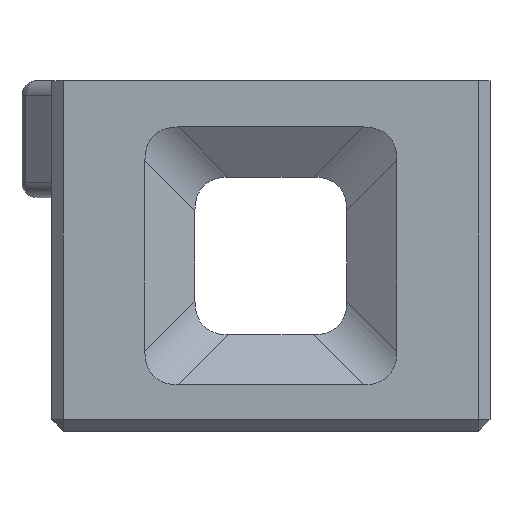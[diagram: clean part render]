
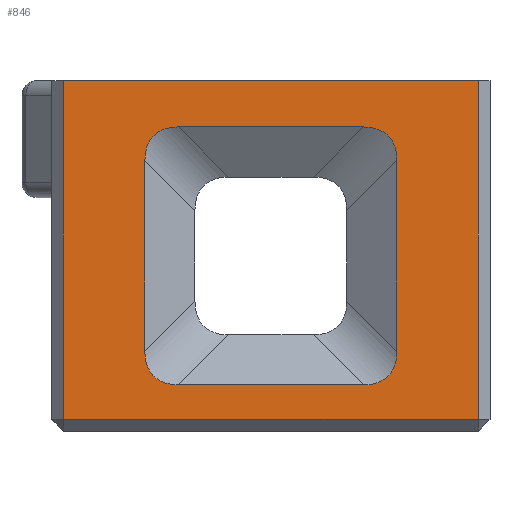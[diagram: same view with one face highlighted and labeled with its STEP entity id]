
A CAD part, top view. The second image highlights one B-rep face of the part: STEP entity #846.
In plain terms, the highlighted planar face has unit normal (0, 0, 1).
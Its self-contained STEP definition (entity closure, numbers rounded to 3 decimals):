
#22 = CARTESIAN_POINT ( 'NONE',  ( 7.1, 6., 0. ) ) ;
#47 = LINE ( 'NONE', #22, #1861 ) ;
#50 = AXIS2_PLACEMENT_3D ( 'NONE', #1186, #1385, #1962 ) ;
#53 = CARTESIAN_POINT ( 'NONE',  ( 0., -5.6, 0. ) ) ;
#69 = CARTESIAN_POINT ( 'NONE',  ( 4.314, 4.008, 0. ) ) ;
#94 = CARTESIAN_POINT ( 'NONE',  ( 0., 6., 0. ) ) ;
#97 = CARTESIAN_POINT ( 'NONE',  ( -7.1, -5.6, 0. ) ) ;
#99 = DIRECTION ( 'NONE',  ( -1., 0., 0. ) ) ;
#121 = EDGE_CURVE ( 'NONE', #641, #1852, #715, .T. ) ;
#149 = CARTESIAN_POINT ( 'NONE',  ( -3.167, -4.414, 0. ) ) ;
#190 = CARTESIAN_POINT ( 'NONE',  ( -3.167, 4.414, 0. ) ) ;
#195 = CARTESIAN_POINT ( 'NONE',  ( 4.314, -3.267, 0. ) ) ;
#196 = DIRECTION ( 'NONE',  ( 1., 0., 0. ) ) ;
#284 = DIRECTION ( 'NONE',  ( 1., 0., 0. ) ) ;
#285 = DIRECTION ( 'NONE',  ( 0., 1., 0. ) ) ;
#310 = ORIENTED_EDGE ( 'NONE', *, *, #2284, .T. ) ;
#389 = CARTESIAN_POINT ( 'NONE',  ( -4.314, 3.267, 0. ) ) ;
#406 = ORIENTED_EDGE ( 'NONE', *, *, #121, .T. ) ;
#428 = CARTESIAN_POINT ( 'NONE',  ( -4.314, 3.267, 0. ) ) ;
#464 = ORIENTED_EDGE ( 'NONE', *, *, #1076, .T. ) ;
#483 = CARTESIAN_POINT ( 'NONE',  ( 4.314, 3.267, 0. ) ) ;
#495 = VERTEX_POINT ( 'NONE', #544 ) ;
#544 = CARTESIAN_POINT ( 'NONE',  ( 4.314, 3.267, 0. ) ) ;
#567 = PLANE ( 'NONE',  #50 ) ;
#640 =( BOUNDED_CURVE ( )  B_SPLINE_CURVE ( 3, ( #1372, #1000, #1771, #2015 ),
 .UNSPECIFIED., .F., .T. ) 
 B_SPLINE_CURVE_WITH_KNOTS ( ( 4, 4 ),
 ( 5.866, 6.701 ),
 .UNSPECIFIED. ) 
 CURVE ( )  GEOMETRIC_REPRESENTATION_ITEM ( )  RATIONAL_B_SPLINE_CURVE ( ( 1., 0.943, 0.943, 1. ) ) 
 REPRESENTATION_ITEM ( '' )  );
#641 = VERTEX_POINT ( 'NONE', #1532 ) ;
#682 = ORIENTED_EDGE ( 'NONE', *, *, #2600, .T. ) ;
#693 = CARTESIAN_POINT ( 'NONE',  ( -3.908, -4.414, 0. ) ) ;
#695 = VECTOR ( 'NONE', #1228, 1000. ) ;
#707 = CARTESIAN_POINT ( 'NONE',  ( 0., -4.414, 0. ) ) ;
#715 = LINE ( 'NONE', #2103, #2422 ) ;
#752 =( BOUNDED_CURVE ( )  B_SPLINE_CURVE ( 3, ( #1826, #693, #2110, #879 ),
 .UNSPECIFIED., .F., .T. ) 
 B_SPLINE_CURVE_WITH_KNOTS ( ( 4, 4 ),
 ( 5.866, 6.701 ),
 .UNSPECIFIED. ) 
 CURVE ( )  GEOMETRIC_REPRESENTATION_ITEM ( )  RATIONAL_B_SPLINE_CURVE ( ( 1., 0.943, 0.943, 1. ) ) 
 REPRESENTATION_ITEM ( '' )  );
#822 = DIRECTION ( 'NONE',  ( 0., 1., 0. ) ) ;
#846 = ADVANCED_FACE ( 'NONE', ( #2176, #1201 ), #567, .F. ) ;
#863 = EDGE_CURVE ( 'NONE', #2518, #2491, #640, .T. ) ;
#872 = LINE ( 'NONE', #94, #2020 ) ;
#879 = CARTESIAN_POINT ( 'NONE',  ( -4.314, -3.267, 0. ) ) ;
#886 = CARTESIAN_POINT ( 'NONE',  ( 3.167, 4.414, 0. ) ) ;
#925 =( BOUNDED_CURVE ( )  B_SPLINE_CURVE ( 3, ( #886, #1698, #69, #483 ),
 .UNSPECIFIED., .F., .T. ) 
 B_SPLINE_CURVE_WITH_KNOTS ( ( 4, 4 ),
 ( 5.866, 6.701 ),
 .UNSPECIFIED. ) 
 CURVE ( )  GEOMETRIC_REPRESENTATION_ITEM ( )  RATIONAL_B_SPLINE_CURVE ( ( 1., 0.943, 0.943, 1. ) ) 
 REPRESENTATION_ITEM ( '' )  );
#930 = ORIENTED_EDGE ( 'NONE', *, *, #1778, .T. ) ;
#938 = DIRECTION ( 'NONE',  ( 0., -1., 0. ) ) ;
#957 = VERTEX_POINT ( 'NONE', #1235 ) ;
#982 = EDGE_CURVE ( 'NONE', #957, #1233, #47, .T. ) ;
#993 = CARTESIAN_POINT ( 'NONE',  ( 0., 4.414, 0. ) ) ;
#996 = VERTEX_POINT ( 'NONE', #2431 ) ;
#1000 = CARTESIAN_POINT ( 'NONE',  ( 4.314, -4.008, 0. ) ) ;
#1046 = ORIENTED_EDGE ( 'NONE', *, *, #1226, .T. ) ;
#1076 = EDGE_CURVE ( 'NONE', #2096, #495, #925, .T. ) ;
#1107 = EDGE_CURVE ( 'NONE', #996, #1233, #872, .T. ) ;
#1186 = CARTESIAN_POINT ( 'NONE',  ( 0., 6., 0. ) ) ;
#1201 = FACE_OUTER_BOUND ( 'NONE', #1781, .T. ) ;
#1226 = EDGE_CURVE ( 'NONE', #996, #1680, #1733, .T. ) ;
#1228 = DIRECTION ( 'NONE',  ( 1., 0., 0. ) ) ;
#1233 = VERTEX_POINT ( 'NONE', #1544 ) ;
#1235 = CARTESIAN_POINT ( 'NONE',  ( 7.1, -5.6, 0. ) ) ;
#1238 = ORIENTED_EDGE ( 'NONE', *, *, #2513, .T. ) ;
#1242 = VECTOR ( 'NONE', #2576, 1000. ) ;
#1262 = EDGE_LOOP ( 'NONE', ( #930, #2430, #1368, #310, #406, #1238, #2556, #464 ) ) ;
#1282 = ORIENTED_EDGE ( 'NONE', *, *, #982, .T. ) ;
#1368 = ORIENTED_EDGE ( 'NONE', *, *, #1536, .T. ) ;
#1372 = CARTESIAN_POINT ( 'NONE',  ( 4.314, -3.267, 0. ) ) ;
#1385 = DIRECTION ( 'NONE',  ( 0., 0., -1. ) ) ;
#1402 = CARTESIAN_POINT ( 'NONE',  ( -4.314, 4.008, 0. ) ) ;
#1532 = CARTESIAN_POINT ( 'NONE',  ( -4.314, -3.267, 0. ) ) ;
#1536 = EDGE_CURVE ( 'NONE', #2491, #2173, #2524, .T. ) ;
#1544 = CARTESIAN_POINT ( 'NONE',  ( 7.1, 6., 0. ) ) ;
#1577 = LINE ( 'NONE', #993, #1651 ) ;
#1587 = CARTESIAN_POINT ( 'NONE',  ( -3.167, 4.414, 0. ) ) ;
#1627 = VECTOR ( 'NONE', #938, 1000. ) ;
#1651 = VECTOR ( 'NONE', #196, 1000. ) ;
#1680 = VERTEX_POINT ( 'NONE', #97 ) ;
#1698 = CARTESIAN_POINT ( 'NONE',  ( 3.908, 4.414, 0. ) ) ;
#1733 = LINE ( 'NONE', #2177, #1627 ) ;
#1768 = VECTOR ( 'NONE', #99, 1000. ) ;
#1771 = CARTESIAN_POINT ( 'NONE',  ( 3.908, -4.414, 0. ) ) ;
#1778 = EDGE_CURVE ( 'NONE', #495, #2518, #2211, .T. ) ;
#1781 = EDGE_LOOP ( 'NONE', ( #682, #1282, #2362, #1046 ) ) ;
#1788 = VERTEX_POINT ( 'NONE', #190 ) ;
#1826 = CARTESIAN_POINT ( 'NONE',  ( -3.167, -4.414, 0. ) ) ;
#1852 = VERTEX_POINT ( 'NONE', #428 ) ;
#1861 = VECTOR ( 'NONE', #822, 1000. ) ;
#1962 = DIRECTION ( 'NONE',  ( -1., 0., 0. ) ) ;
#1994 = CARTESIAN_POINT ( 'NONE',  ( 3.167, -4.414, 0. ) ) ;
#2002 = CARTESIAN_POINT ( 'NONE',  ( 4.314, 6., 0. ) ) ;
#2015 = CARTESIAN_POINT ( 'NONE',  ( 3.167, -4.414, 0. ) ) ;
#2020 = VECTOR ( 'NONE', #284, 1000. ) ;
#2096 = VERTEX_POINT ( 'NONE', #2411 ) ;
#2098 =( BOUNDED_CURVE ( )  B_SPLINE_CURVE ( 3, ( #389, #1402, #2407, #1587 ),
 .UNSPECIFIED., .F., .T. ) 
 B_SPLINE_CURVE_WITH_KNOTS ( ( 4, 4 ),
 ( 5.866, 6.701 ),
 .UNSPECIFIED. ) 
 CURVE ( )  GEOMETRIC_REPRESENTATION_ITEM ( )  RATIONAL_B_SPLINE_CURVE ( ( 1., 0.943, 0.943, 1. ) ) 
 REPRESENTATION_ITEM ( '' )  );
#2103 = CARTESIAN_POINT ( 'NONE',  ( -4.314, 6., 0. ) ) ;
#2110 = CARTESIAN_POINT ( 'NONE',  ( -4.314, -4.008, 0. ) ) ;
#2138 = EDGE_CURVE ( 'NONE', #1788, #2096, #1577, .T. ) ;
#2173 = VERTEX_POINT ( 'NONE', #149 ) ;
#2176 = FACE_BOUND ( 'NONE', #1262, .T. ) ;
#2177 = CARTESIAN_POINT ( 'NONE',  ( -7.1, 6., 0. ) ) ;
#2211 = LINE ( 'NONE', #2002, #1242 ) ;
#2229 = LINE ( 'NONE', #53, #695 ) ;
#2284 = EDGE_CURVE ( 'NONE', #2173, #641, #752, .T. ) ;
#2362 = ORIENTED_EDGE ( 'NONE', *, *, #1107, .F. ) ;
#2407 = CARTESIAN_POINT ( 'NONE',  ( -3.908, 4.414, 0. ) ) ;
#2411 = CARTESIAN_POINT ( 'NONE',  ( 3.167, 4.414, 0. ) ) ;
#2422 = VECTOR ( 'NONE', #285, 1000. ) ;
#2430 = ORIENTED_EDGE ( 'NONE', *, *, #863, .T. ) ;
#2431 = CARTESIAN_POINT ( 'NONE',  ( -7.1, 6., 0. ) ) ;
#2491 = VERTEX_POINT ( 'NONE', #1994 ) ;
#2513 = EDGE_CURVE ( 'NONE', #1852, #1788, #2098, .T. ) ;
#2518 = VERTEX_POINT ( 'NONE', #195 ) ;
#2524 = LINE ( 'NONE', #707, #1768 ) ;
#2556 = ORIENTED_EDGE ( 'NONE', *, *, #2138, .T. ) ;
#2576 = DIRECTION ( 'NONE',  ( 0., -1., 0. ) ) ;
#2600 = EDGE_CURVE ( 'NONE', #1680, #957, #2229, .T. ) ;
